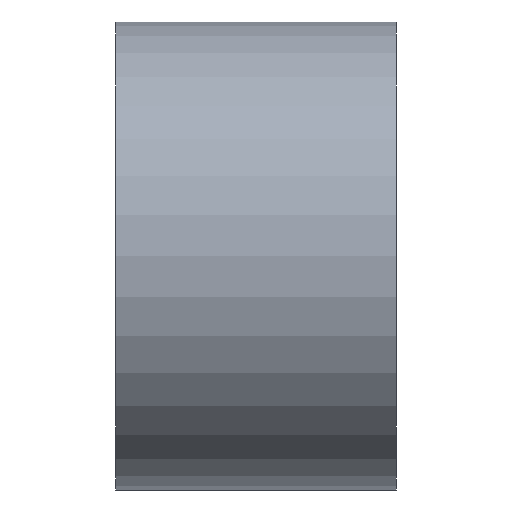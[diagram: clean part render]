
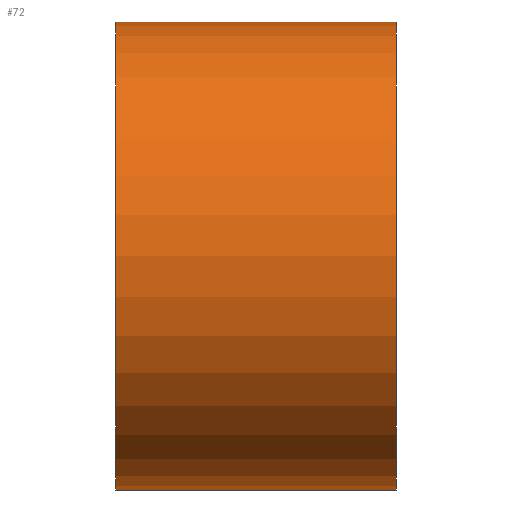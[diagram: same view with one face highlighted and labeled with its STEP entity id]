
A CAD part, left-side view. The second image highlights one B-rep face of the part: STEP entity #72.
In plain terms, the highlighted cylindrical face has radius 2.5 mm (diameter 5 mm), a partial arc.
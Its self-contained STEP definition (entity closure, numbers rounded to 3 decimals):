
#5 = EDGE_CURVE ( 'NONE', #180, #114, #189, .T. ) ;
#9 = CARTESIAN_POINT ( 'NONE',  ( 0., 3., 0. ) ) ;
#12 = CARTESIAN_POINT ( 'NONE',  ( 0., 3., -2.5 ) ) ;
#24 = DIRECTION ( 'NONE',  ( 0., -1., 0. ) ) ;
#27 = DIRECTION ( 'NONE',  ( 0., 0., 1. ) ) ;
#30 = EDGE_CURVE ( 'NONE', #114, #134, #214, .T. ) ;
#37 = AXIS2_PLACEMENT_3D ( 'NONE', #172, #75, #27 ) ;
#41 = DIRECTION ( 'NONE',  ( 0., 0., -1. ) ) ;
#51 = CYLINDRICAL_SURFACE ( 'NONE', #126, 2.5 ) ;
#61 = DIRECTION ( 'NONE',  ( 0., 0., 1. ) ) ;
#62 = CARTESIAN_POINT ( 'NONE',  ( 0., 3., 2.5 ) ) ;
#65 = VECTOR ( 'NONE', #79, 1000. ) ;
#66 = ORIENTED_EDGE ( 'NONE', *, *, #211, .T. ) ;
#72 = ADVANCED_FACE ( 'NONE', ( #121 ), #51, .T. ) ;
#74 = CARTESIAN_POINT ( 'NONE',  ( 0., 3., -2.5 ) ) ;
#75 = DIRECTION ( 'NONE',  ( 0., 1., 0. ) ) ;
#78 = ORIENTED_EDGE ( 'NONE', *, *, #144, .T. ) ;
#79 = DIRECTION ( 'NONE',  ( 0., -1., 0. ) ) ;
#88 = DIRECTION ( 'NONE',  ( 0., -1., 0. ) ) ;
#92 = AXIS2_PLACEMENT_3D ( 'NONE', #132, #176, #61 ) ;
#96 = ORIENTED_EDGE ( 'NONE', *, *, #30, .F. ) ;
#108 = VECTOR ( 'NONE', #88, 1000. ) ;
#109 = CARTESIAN_POINT ( 'NONE',  ( 0., 0., 2.5 ) ) ;
#114 = VERTEX_POINT ( 'NONE', #203 ) ;
#118 = EDGE_LOOP ( 'NONE', ( #96, #159, #78, #66 ) ) ;
#121 = FACE_OUTER_BOUND ( 'NONE', #118, .T. ) ;
#126 = AXIS2_PLACEMENT_3D ( 'NONE', #9, #24, #41 ) ;
#129 = CIRCLE ( 'NONE', #37, 2.5 ) ;
#132 = CARTESIAN_POINT ( 'NONE',  ( 0., 3., 0. ) ) ;
#134 = VERTEX_POINT ( 'NONE', #109 ) ;
#144 = EDGE_CURVE ( 'NONE', #180, #167, #207, .T. ) ;
#159 = ORIENTED_EDGE ( 'NONE', *, *, #5, .F. ) ;
#167 = VERTEX_POINT ( 'NONE', #174 ) ;
#172 = CARTESIAN_POINT ( 'NONE',  ( 0., 0., 0. ) ) ;
#174 = CARTESIAN_POINT ( 'NONE',  ( 0., 0., -2.5 ) ) ;
#176 = DIRECTION ( 'NONE',  ( 0., 1., 0. ) ) ;
#180 = VERTEX_POINT ( 'NONE', #12 ) ;
#189 = CIRCLE ( 'NONE', #92, 2.5 ) ;
#203 = CARTESIAN_POINT ( 'NONE',  ( 0., 3., 2.5 ) ) ;
#207 = LINE ( 'NONE', #74, #108 ) ;
#211 = EDGE_CURVE ( 'NONE', #167, #134, #129, .T. ) ;
#214 = LINE ( 'NONE', #62, #65 ) ;
